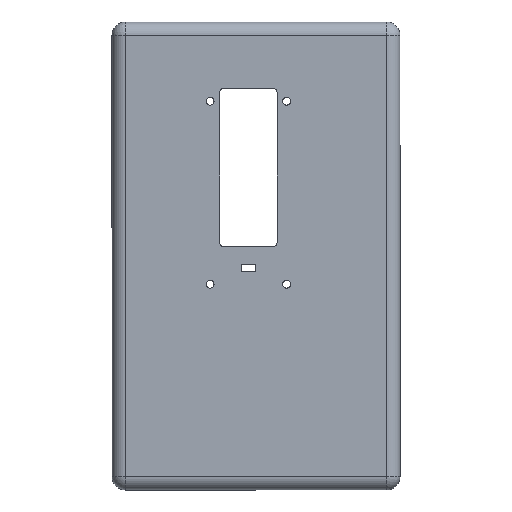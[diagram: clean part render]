
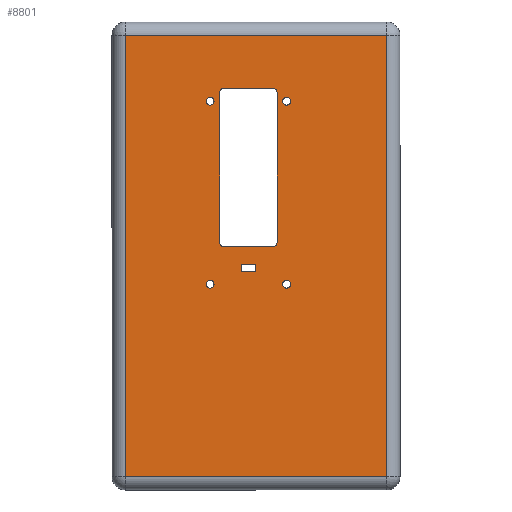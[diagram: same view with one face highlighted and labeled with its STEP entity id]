
A CAD part, front view. The second image highlights one B-rep face of the part: STEP entity #8801.
In plain terms, the highlighted planar face has unit normal (0, -1, 0).
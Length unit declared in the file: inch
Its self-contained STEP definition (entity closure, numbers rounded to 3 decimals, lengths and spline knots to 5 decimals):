
#732=FACE_BOUND('',#1956,.T.);
#733=FACE_BOUND('',#1957,.T.);
#734=FACE_BOUND('',#1958,.T.);
#735=FACE_BOUND('',#1959,.T.);
#736=FACE_BOUND('',#1960,.T.);
#737=FACE_BOUND('',#1961,.T.);
#792=CIRCLE('',#8890,0.055);
#793=CIRCLE('',#8892,0.055);
#794=CIRCLE('',#8894,0.055);
#795=CIRCLE('',#8896,0.055);
#814=CIRCLE('',#9018,0.0625);
#815=CIRCLE('',#9021,0.0625);
#816=CIRCLE('',#9023,0.0625);
#817=CIRCLE('',#9026,0.0625);
#1440=FACE_OUTER_BOUND('',#1955,.T.);
#1955=EDGE_LOOP('',(#8138,#8139,#8140,#8141));
#1956=EDGE_LOOP('',(#8142,#8143,#8144,#8145));
#1957=EDGE_LOOP('',(#8146));
#1958=EDGE_LOOP('',(#8147));
#1959=EDGE_LOOP('',(#8148));
#1960=EDGE_LOOP('',(#8149));
#1961=EDGE_LOOP('',(#8150,#8151,#8152,#8153,#8154,#8155,#8156,#8157));
#2114=LINE('',#12395,#2820);
#2117=LINE('',#12400,#2823);
#2119=LINE('',#12404,#2825);
#2121=LINE('',#12407,#2827);
#2532=LINE('',#16639,#3238);
#2537=LINE('',#16653,#3243);
#2539=LINE('',#16659,#3245);
#2540=LINE('',#16661,#3246);
#2614=LINE('',#16979,#3320);
#2640=LINE('',#17070,#3346);
#2641=LINE('',#17077,#3347);
#2668=LINE('',#17161,#3374);
#2820=VECTOR('',#9528,0.3937);
#2823=VECTOR('',#9533,0.3937);
#2825=VECTOR('',#9537,0.3937);
#2827=VECTOR('',#9541,0.3937);
#3238=VECTOR('',#10214,0.3937);
#3243=VECTOR('',#10229,0.3937);
#3245=VECTOR('',#10237,0.3937);
#3246=VECTOR('',#10240,0.3937);
#3320=VECTOR('',#10560,0.3937);
#3346=VECTOR('',#10666,0.3937);
#3347=VECTOR('',#10677,0.3937);
#3374=VECTOR('',#10778,0.3937);
#3767=VERTEX_POINT('',#12393);
#3768=VERTEX_POINT('',#12394);
#3769=VERTEX_POINT('',#12399);
#3770=VERTEX_POINT('',#12403);
#3771=VERTEX_POINT('',#12409);
#3772=VERTEX_POINT('',#12413);
#3773=VERTEX_POINT('',#12417);
#3774=VERTEX_POINT('',#12421);
#4125=VERTEX_POINT('',#16631);
#4126=VERTEX_POINT('',#16633);
#4127=VERTEX_POINT('',#16637);
#4128=VERTEX_POINT('',#16641);
#4129=VERTEX_POINT('',#16645);
#4130=VERTEX_POINT('',#16647);
#4131=VERTEX_POINT('',#16651);
#4132=VERTEX_POINT('',#16655);
#4178=VERTEX_POINT('',#16868);
#4198=VERTEX_POINT('',#16975);
#4218=VERTEX_POINT('',#17067);
#4219=VERTEX_POINT('',#17069);
#4645=EDGE_CURVE('',#3767,#3768,#2114,.T.);
#4648=EDGE_CURVE('',#3768,#3769,#2117,.T.);
#4650=EDGE_CURVE('',#3769,#3770,#2119,.T.);
#4652=EDGE_CURVE('',#3770,#3767,#2121,.T.);
#4653=EDGE_CURVE('',#3771,#3771,#792,.T.);
#4655=EDGE_CURVE('',#3772,#3772,#793,.T.);
#4657=EDGE_CURVE('',#3773,#3773,#794,.T.);
#4659=EDGE_CURVE('',#3774,#3774,#795,.T.);
#5318=EDGE_CURVE('',#4125,#4126,#814,.T.);
#5321=EDGE_CURVE('',#4127,#4125,#2532,.T.);
#5322=EDGE_CURVE('',#4128,#4127,#815,.T.);
#5325=EDGE_CURVE('',#4129,#4130,#816,.T.);
#5328=EDGE_CURVE('',#4129,#4131,#2537,.T.);
#5329=EDGE_CURVE('',#4132,#4131,#817,.T.);
#5331=EDGE_CURVE('',#4128,#4130,#2539,.T.);
#5332=EDGE_CURVE('',#4132,#4126,#2540,.T.);
#5460=EDGE_CURVE('',#4178,#4198,#2614,.T.);
#5501=EDGE_CURVE('',#4218,#4219,#2640,.T.);
#5505=EDGE_CURVE('',#4198,#4218,#2641,.T.);
#5547=EDGE_CURVE('',#4219,#4178,#2668,.T.);
#8138=ORIENTED_EDGE('',*,*,#5547,.F.);
#8139=ORIENTED_EDGE('',*,*,#5501,.F.);
#8140=ORIENTED_EDGE('',*,*,#5505,.F.);
#8141=ORIENTED_EDGE('',*,*,#5460,.F.);
#8142=ORIENTED_EDGE('',*,*,#4650,.T.);
#8143=ORIENTED_EDGE('',*,*,#4652,.T.);
#8144=ORIENTED_EDGE('',*,*,#4645,.T.);
#8145=ORIENTED_EDGE('',*,*,#4648,.T.);
#8146=ORIENTED_EDGE('',*,*,#4653,.T.);
#8147=ORIENTED_EDGE('',*,*,#4655,.T.);
#8148=ORIENTED_EDGE('',*,*,#4657,.T.);
#8149=ORIENTED_EDGE('',*,*,#4659,.T.);
#8150=ORIENTED_EDGE('',*,*,#5331,.T.);
#8151=ORIENTED_EDGE('',*,*,#5325,.F.);
#8152=ORIENTED_EDGE('',*,*,#5328,.T.);
#8153=ORIENTED_EDGE('',*,*,#5329,.F.);
#8154=ORIENTED_EDGE('',*,*,#5332,.T.);
#8155=ORIENTED_EDGE('',*,*,#5318,.F.);
#8156=ORIENTED_EDGE('',*,*,#5321,.F.);
#8157=ORIENTED_EDGE('',*,*,#5322,.F.);
#8330=PLANE('',#9234);
#8801=ADVANCED_FACE('',(#1440,#732,#733,#734,#735,#736,#737),#8330,.T.);
#8890=AXIS2_PLACEMENT_3D('',#12410,#9544,#9545);
#8892=AXIS2_PLACEMENT_3D('',#12414,#9549,#9550);
#8894=AXIS2_PLACEMENT_3D('',#12418,#9554,#9555);
#8896=AXIS2_PLACEMENT_3D('',#12422,#9559,#9560);
#9018=AXIS2_PLACEMENT_3D('',#16634,#10208,#10209);
#9021=AXIS2_PLACEMENT_3D('',#16642,#10217,#10218);
#9023=AXIS2_PLACEMENT_3D('',#16648,#10223,#10224);
#9026=AXIS2_PLACEMENT_3D('',#16656,#10232,#10233);
#9234=AXIS2_PLACEMENT_3D('',#17162,#10779,#10780);
#9528=DIRECTION('',(0.,0.,-1.));
#9533=DIRECTION('',(-1.,0.,0.));
#9537=DIRECTION('',(0.,0.,1.));
#9541=DIRECTION('',(1.,0.,0.));
#9544=DIRECTION('center_axis',(0.,1.,0.));
#9545=DIRECTION('ref_axis',(-1.,0.,0.));
#9549=DIRECTION('center_axis',(0.,1.,0.));
#9550=DIRECTION('ref_axis',(-1.,0.,0.));
#9554=DIRECTION('center_axis',(0.,1.,0.));
#9555=DIRECTION('ref_axis',(-1.,0.,0.));
#9559=DIRECTION('center_axis',(0.,1.,0.));
#9560=DIRECTION('ref_axis',(-1.,0.,0.));
#10208=DIRECTION('center_axis',(0.,-1.,0.));
#10209=DIRECTION('ref_axis',(0.707,0.,-0.707));
#10214=DIRECTION('',(1.,0.,0.));
#10217=DIRECTION('center_axis',(0.,-1.,0.));
#10218=DIRECTION('ref_axis',(-0.707,0.,-0.707));
#10223=DIRECTION('center_axis',(0.,-1.,0.));
#10224=DIRECTION('ref_axis',(-0.707,0.,0.707));
#10229=DIRECTION('',(1.,0.,0.));
#10232=DIRECTION('center_axis',(0.,-1.,0.));
#10233=DIRECTION('ref_axis',(0.707,0.,0.707));
#10237=DIRECTION('',(0.,0.,1.));
#10240=DIRECTION('',(0.,0.,-1.));
#10560=DIRECTION('',(0.,0.,1.));
#10666=DIRECTION('',(0.,0.,-1.));
#10677=DIRECTION('',(1.,0.,0.));
#10778=DIRECTION('',(-1.,0.,0.));
#10779=DIRECTION('center_axis',(0.,-1.,0.));
#10780=DIRECTION('ref_axis',(0.,0.,1.));
#12393=CARTESIAN_POINT('',(1.99359,0.,6.02963));
#12394=CARTESIAN_POINT('',(1.99359,0.,5.92963));
#12395=CARTESIAN_POINT('',(1.99359,0.,5.47963));
#12399=CARTESIAN_POINT('',(1.79359,0.,5.92963));
#12400=CARTESIAN_POINT('',(2.62954,0.,5.92963));
#12403=CARTESIAN_POINT('',(1.79359,0.,6.02963));
#12404=CARTESIAN_POINT('',(1.79359,0.,5.52963));
#12407=CARTESIAN_POINT('',(2.72954,0.,6.02963));
#12409=CARTESIAN_POINT('',(1.41734,0.,5.75963));
#12410=CARTESIAN_POINT('Origin',(1.36234,0.,
5.75963));
#12413=CARTESIAN_POINT('',(1.41734,0.,8.29963));
#12414=CARTESIAN_POINT('Origin',(1.36234,0.,
8.29963));
#12417=CARTESIAN_POINT('',(2.47984,0.,5.75963));
#12418=CARTESIAN_POINT('Origin',(2.42484,0.,
5.75963));
#12421=CARTESIAN_POINT('',(2.47984,0.,8.29963));
#12422=CARTESIAN_POINT('Origin',(2.42484,0.,
8.29963));
#16631=CARTESIAN_POINT('',(2.23109,0.,6.27963));
#16633=CARTESIAN_POINT('',(2.29359,0.,6.34213));
#16634=CARTESIAN_POINT('Origin',(2.23109,0.,6.34213));
#16637=CARTESIAN_POINT('',(1.55609,0.,6.27963));
#16639=CARTESIAN_POINT('',(0.64375,0.,6.27963));
#16641=CARTESIAN_POINT('',(1.49359,0.,6.34213));
#16642=CARTESIAN_POINT('Origin',(1.55609,0.,6.34213));
#16645=CARTESIAN_POINT('',(1.55609,0.,8.47927));
#16647=CARTESIAN_POINT('',(1.49359,0.,8.41677));
#16648=CARTESIAN_POINT('Origin',(1.55609,0.,8.41677));
#16651=CARTESIAN_POINT('',(2.23109,0.,8.47927));
#16653=CARTESIAN_POINT('',(2.87954,0.,8.47927));
#16655=CARTESIAN_POINT('',(2.29359,0.,8.41677));
#16656=CARTESIAN_POINT('Origin',(2.23109,0.,8.41677));
#16659=CARTESIAN_POINT('',(1.49359,0.,8.17963));
#16661=CARTESIAN_POINT('',(2.29359,0.,6.40463));
#16868=CARTESIAN_POINT('',(0.187,0.,3.087));
#16975=CARTESIAN_POINT('',(0.187,0.,9.213));
#16979=CARTESIAN_POINT('',(0.187,0.,1.));
#17067=CARTESIAN_POINT('',(3.813,0.,9.213));
#17069=CARTESIAN_POINT('',(3.813,0.,3.087));
#17070=CARTESIAN_POINT('',(3.813,0.,0.));
#17077=CARTESIAN_POINT('',(0.78125,0.,9.213));
#17161=CARTESIAN_POINT('',(0.78125,0.,3.087));
#17162=CARTESIAN_POINT('Origin',(3.4655,0.,5.02963));
